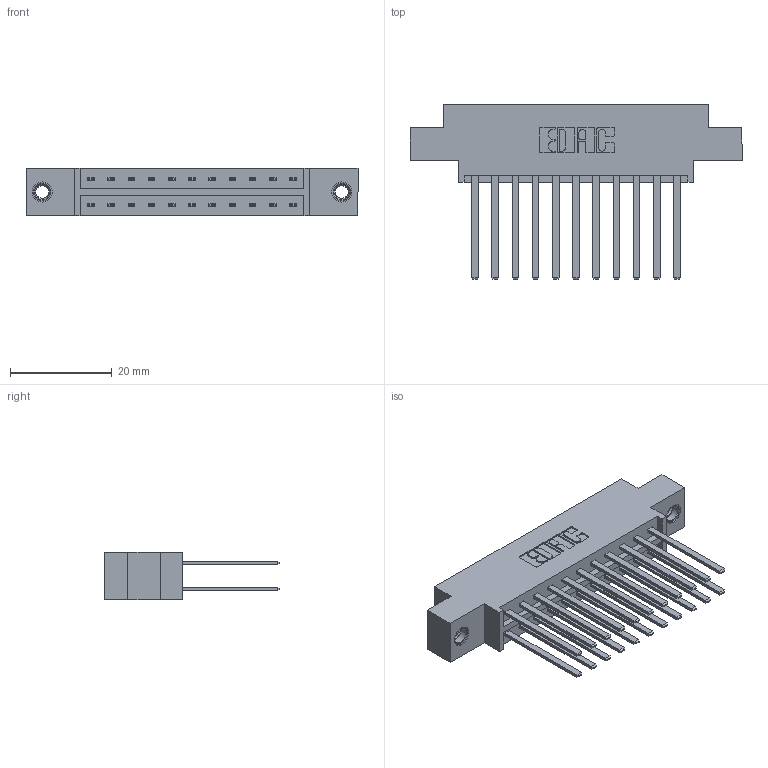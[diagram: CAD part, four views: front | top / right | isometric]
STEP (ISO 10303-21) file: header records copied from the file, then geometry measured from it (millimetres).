
FILE_DESCRIPTION (( 'STEP AP203' ), '1' );
FILE_NAME ('833-022-544-807.STEP', '2020-06-01T17:42:21', ( '' ), ( '' ), 'SwSTEP 2.0', 'SolidWorks 2020', '' );
FILE_SCHEMA (( 'CONFIG_CONTROL_DESIGN' ));
Length unit declared in the file: inch
Products named in the file (4): 833 Part_Offset - .156 Dia - TI; 833-022-544-807; 345-250-001_345-250-005-103; 345-292-001_345-293-144
Assembly tree (25 placements, depth 2):
  833-022-544-807
    833 Part_Offset - .156 Dia - TI
    345-292-001_345-293-144  x22
    345-250-001_345-250-005-103  x2
Bounding box: 65.13 x 34.3 x 9.4 mm (x, y, z)
Volume: 6426.1 mm3; surface area: 8512.1 mm2
Topology: 25 solids, 25 shells, 1190 faces, 3473 edges, 2278 vertices
Faces by surface type: plane 810, cylinder 364, cone 12, torus 4
Entity records: 12220 total; most frequent: CARTESIAN_POINT 2045, ORIENTED_EDGE 1974, DIRECTION 1829, EDGE_CURVE 987, LINE 843, VECTOR 843, VERTEX_POINT 652, AXIS2_PLACEMENT_3D 493
